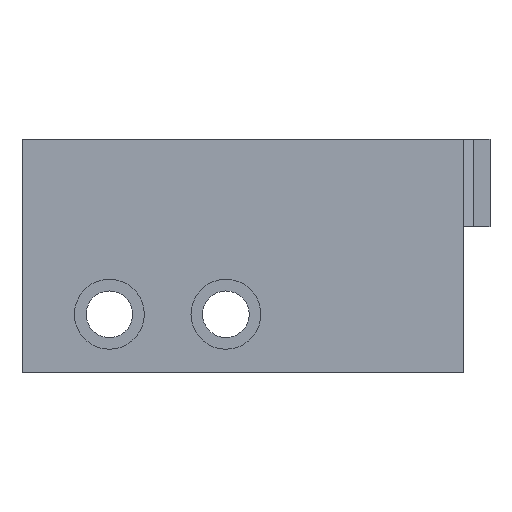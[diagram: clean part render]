
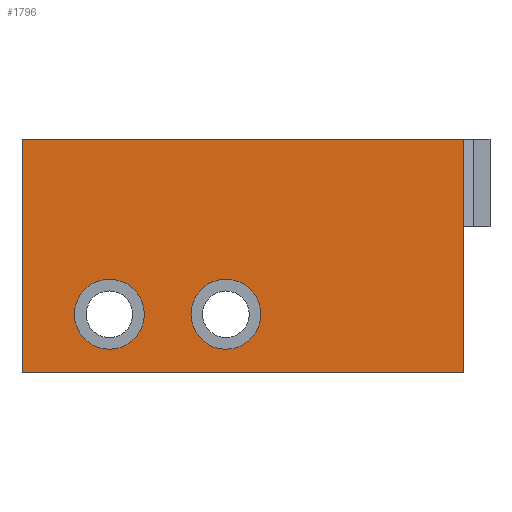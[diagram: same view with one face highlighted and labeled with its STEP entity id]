
A CAD part, front view. The second image highlights one B-rep face of the part: STEP entity #1796.
In plain terms, the highlighted planar face has unit normal (0, -1, 0).
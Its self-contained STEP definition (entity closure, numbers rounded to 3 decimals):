
#18 = DIRECTION ( 'NONE',  ( 0., -1., 0. ) ) ;
#49 = VECTOR ( 'NONE', #1079, 1000. ) ;
#202 = LINE ( 'NONE', #833, #1546 ) ;
#220 = LINE ( 'NONE', #1292, #380 ) ;
#254 = CARTESIAN_POINT ( 'NONE',  ( -9.3, 0., -4.2 ) ) ;
#264 = ORIENTED_EDGE ( 'NONE', *, *, #629, .F. ) ;
#356 = AXIS2_PLACEMENT_3D ( 'NONE', #1766, #2596, #1971 ) ;
#380 = VECTOR ( 'NONE', #1062, 1000. ) ;
#467 = ORIENTED_EDGE ( 'NONE', *, *, #1229, .F. ) ;
#504 = AXIS2_PLACEMENT_3D ( 'NONE', #1975, #1346, #1161 ) ;
#509 = FACE_OUTER_BOUND ( 'NONE', #1767, .T. ) ;
#546 = EDGE_CURVE ( 'NONE', #1204, #1435, #1203, .T. ) ;
#596 = CARTESIAN_POINT ( 'NONE',  ( -5.3, 0., -3. ) ) ;
#629 = EDGE_CURVE ( 'NONE', #2696, #2201, #632, .T. ) ;
#632 = CIRCLE ( 'NONE', #2031, 1.2 ) ;
#703 = CARTESIAN_POINT ( 'NONE',  ( -12.3, 0., -5. ) ) ;
#778 = ORIENTED_EDGE ( 'NONE', *, *, #546, .F. ) ;
#797 = DIRECTION ( 'NONE',  ( 0., -1., 0. ) ) ;
#809 = CARTESIAN_POINT ( 'NONE',  ( 2.867, 0., 3. ) ) ;
#829 = VERTEX_POINT ( 'NONE', #1930 ) ;
#833 = CARTESIAN_POINT ( 'NONE',  ( 2.867, 0., 3. ) ) ;
#959 = FACE_BOUND ( 'NONE', #2158, .T. ) ;
#979 = DIRECTION ( 'NONE',  ( -1., 0., 0. ) ) ;
#1026 = ORIENTED_EDGE ( 'NONE', *, *, #2339, .F. ) ;
#1031 = DIRECTION ( 'NONE',  ( 0., 0., -1. ) ) ;
#1061 = CARTESIAN_POINT ( 'NONE',  ( -12.3, 0., 3. ) ) ;
#1062 = DIRECTION ( 'NONE',  ( 1., 0., 0. ) ) ;
#1079 = DIRECTION ( 'NONE',  ( 0., 0., -1. ) ) ;
#1094 = AXIS2_PLACEMENT_3D ( 'NONE', #1940, #18, #1320 ) ;
#1161 = DIRECTION ( 'NONE',  ( 0., 0., -1. ) ) ;
#1203 = CIRCLE ( 'NONE', #504, 1.2 ) ;
#1204 = VERTEX_POINT ( 'NONE', #254 ) ;
#1208 = AXIS2_PLACEMENT_3D ( 'NONE', #596, #1209, #2229 ) ;
#1209 = DIRECTION ( 'NONE',  ( 0., -1., 0. ) ) ;
#1215 = ORIENTED_EDGE ( 'NONE', *, *, #1505, .F. ) ;
#1229 = EDGE_CURVE ( 'NONE', #1435, #1204, #2262, .T. ) ;
#1292 = CARTESIAN_POINT ( 'NONE',  ( 2.867, 0., 3. ) ) ;
#1320 = DIRECTION ( 'NONE',  ( 0., 0., -1. ) ) ;
#1346 = DIRECTION ( 'NONE',  ( 0., -1., 0. ) ) ;
#1429 = LINE ( 'NONE', #2067, #1735 ) ;
#1435 = VERTEX_POINT ( 'NONE', #2005 ) ;
#1462 = EDGE_CURVE ( 'NONE', #829, #2052, #1429, .T. ) ;
#1505 = EDGE_CURVE ( 'NONE', #2201, #2696, #1862, .T. ) ;
#1507 = ORIENTED_EDGE ( 'NONE', *, *, #1462, .F. ) ;
#1546 = VECTOR ( 'NONE', #1667, 1000. ) ;
#1643 = VERTEX_POINT ( 'NONE', #1061 ) ;
#1667 = DIRECTION ( 'NONE',  ( 0., 0., -1. ) ) ;
#1735 = VECTOR ( 'NONE', #979, 1000. ) ;
#1766 = CARTESIAN_POINT ( 'NONE',  ( 2.867, 0., 3. ) ) ;
#1767 = EDGE_LOOP ( 'NONE', ( #1026, #2514, #1507, #2316 ) ) ;
#1792 = FACE_BOUND ( 'NONE', #1934, .T. ) ;
#1796 = ADVANCED_FACE ( 'NONE', ( #959, #1792, #509 ), #2611, .F. ) ;
#1801 = CARTESIAN_POINT ( 'NONE',  ( -5.3, 0., -4.2 ) ) ;
#1836 = CARTESIAN_POINT ( 'NONE',  ( -5.3, 0., -3. ) ) ;
#1862 = CIRCLE ( 'NONE', #1208, 1.2 ) ;
#1930 = CARTESIAN_POINT ( 'NONE',  ( 2.867, 0., -5. ) ) ;
#1934 = EDGE_LOOP ( 'NONE', ( #264, #1215 ) ) ;
#1940 = CARTESIAN_POINT ( 'NONE',  ( -9.3, 0., -3. ) ) ;
#1971 = DIRECTION ( 'NONE',  ( -1., 0., 0. ) ) ;
#1975 = CARTESIAN_POINT ( 'NONE',  ( -9.3, 0., -3. ) ) ;
#1992 = EDGE_CURVE ( 'NONE', #1643, #2052, #2373, .T. ) ;
#2005 = CARTESIAN_POINT ( 'NONE',  ( -9.3, 0., -1.8 ) ) ;
#2019 = CARTESIAN_POINT ( 'NONE',  ( -5.3, 0., -1.8 ) ) ;
#2031 = AXIS2_PLACEMENT_3D ( 'NONE', #1836, #797, #1031 ) ;
#2052 = VERTEX_POINT ( 'NONE', #2548 ) ;
#2067 = CARTESIAN_POINT ( 'NONE',  ( 2.867, 0., -5. ) ) ;
#2158 = EDGE_LOOP ( 'NONE', ( #778, #467 ) ) ;
#2201 = VERTEX_POINT ( 'NONE', #2019 ) ;
#2229 = DIRECTION ( 'NONE',  ( 0., 0., -1. ) ) ;
#2262 = CIRCLE ( 'NONE', #1094, 1.2 ) ;
#2316 = ORIENTED_EDGE ( 'NONE', *, *, #2626, .F. ) ;
#2323 = VERTEX_POINT ( 'NONE', #809 ) ;
#2339 = EDGE_CURVE ( 'NONE', #1643, #2323, #220, .T. ) ;
#2373 = LINE ( 'NONE', #703, #49 ) ;
#2514 = ORIENTED_EDGE ( 'NONE', *, *, #1992, .T. ) ;
#2548 = CARTESIAN_POINT ( 'NONE',  ( -12.3, 0., -5. ) ) ;
#2596 = DIRECTION ( 'NONE',  ( 0., 1., 0. ) ) ;
#2611 = PLANE ( 'NONE',  #356 ) ;
#2626 = EDGE_CURVE ( 'NONE', #2323, #829, #202, .T. ) ;
#2696 = VERTEX_POINT ( 'NONE', #1801 ) ;
